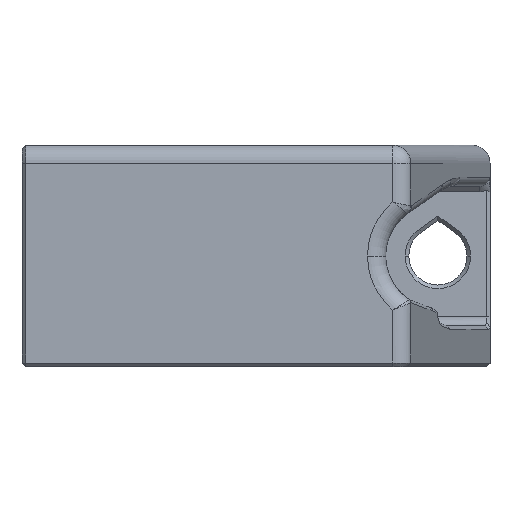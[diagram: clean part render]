
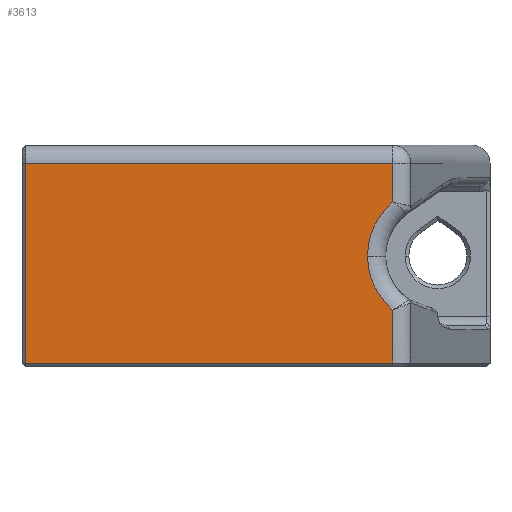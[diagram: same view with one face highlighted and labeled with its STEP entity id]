
A CAD part, left-side view. The second image highlights one B-rep face of the part: STEP entity #3613.
In plain terms, the highlighted planar face has unit normal (-1, 0, 0).
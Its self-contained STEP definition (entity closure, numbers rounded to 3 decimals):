
#16 = AXIS2_PLACEMENT_3D ( 'NONE', #759, #2157, #2138 ) ;
#49 = DIRECTION ( 'NONE',  ( 1., 0., 0. ) ) ;
#118 = DIRECTION ( 'NONE',  ( 0., 1., 0. ) ) ;
#179 = VERTEX_POINT ( 'NONE', #1931 ) ;
#289 = VERTEX_POINT ( 'NONE', #1747 ) ;
#303 = ORIENTED_EDGE ( 'NONE', *, *, #1728, .T. ) ;
#487 = CARTESIAN_POINT ( 'NONE',  ( -16.55, 8.825, 12.2 ) ) ;
#492 = LINE ( 'NONE', #3930, #3369 ) ;
#662 = VERTEX_POINT ( 'NONE', #1573 ) ;
#759 = CARTESIAN_POINT ( 'NONE',  ( -16.55, 0., 12.2 ) ) ;
#774 = CARTESIAN_POINT ( 'NONE',  ( -16.55, 8.825, 0.2 ) ) ;
#837 = CARTESIAN_POINT ( 'NONE',  ( -16.55, -13.9, 6.1 ) ) ;
#973 = EDGE_CURVE ( 'NONE', #662, #1656, #3927, .T. ) ;
#1006 = CARTESIAN_POINT ( 'NONE',  ( -16.55, 0., 0.2 ) ) ;
#1064 = VERTEX_POINT ( 'NONE', #1895 ) ;
#1065 = ORIENTED_EDGE ( 'NONE', *, *, #1144, .T. ) ;
#1071 = ORIENTED_EDGE ( 'NONE', *, *, #2140, .T. ) ;
#1103 = VECTOR ( 'NONE', #3261, 1000. ) ;
#1116 = CARTESIAN_POINT ( 'NONE',  ( -16.55, -11.423, 0.2 ) ) ;
#1133 = LINE ( 'NONE', #2560, #2858 ) ;
#1142 = PLANE ( 'NONE',  #16 ) ;
#1144 = EDGE_CURVE ( 'NONE', #289, #179, #1688, .T. ) ;
#1197 = DIRECTION ( 'NONE',  ( 1., 0., 0. ) ) ;
#1514 = DIRECTION ( 'NONE',  ( 0., 1., 0. ) ) ;
#1573 = CARTESIAN_POINT ( 'NONE',  ( -16.55, 8.825, 11.2 ) ) ;
#1651 = VERTEX_POINT ( 'NONE', #1116 ) ;
#1656 = VERTEX_POINT ( 'NONE', #774 ) ;
#1688 = CIRCLE ( 'NONE', #2261, 3.875 ) ;
#1728 = EDGE_CURVE ( 'NONE', #1651, #289, #492, .T. ) ;
#1747 = CARTESIAN_POINT ( 'NONE',  ( -16.55, -11.423, 3.12 ) ) ;
#1761 = DIRECTION ( 'NONE',  ( 0., 0., 1. ) ) ;
#1826 = DIRECTION ( 'NONE',  ( 0., 1., 0. ) ) ;
#1871 = VERTEX_POINT ( 'NONE', #2685 ) ;
#1895 = CARTESIAN_POINT ( 'NONE',  ( -16.55, -11.423, 9.08 ) ) ;
#1931 = CARTESIAN_POINT ( 'NONE',  ( -16.55, -10.025, 6.1 ) ) ;
#2138 = DIRECTION ( 'NONE',  ( 0., 1., 0. ) ) ;
#2140 = EDGE_CURVE ( 'NONE', #1871, #662, #1133, .T. ) ;
#2157 = DIRECTION ( 'NONE',  ( 1., 0., 0. ) ) ;
#2200 = DIRECTION ( 'NONE',  ( 0., 0., 1. ) ) ;
#2261 = AXIS2_PLACEMENT_3D ( 'NONE', #3901, #49, #118 ) ;
#2311 = EDGE_LOOP ( 'NONE', ( #1071, #4187, #4169, #303, #1065, #3092, #3604 ) ) ;
#2313 = EDGE_CURVE ( 'NONE', #1064, #1871, #4493, .T. ) ;
#2350 = AXIS2_PLACEMENT_3D ( 'NONE', #837, #1197, #1514 ) ;
#2560 = CARTESIAN_POINT ( 'NONE',  ( -16.55, 9.025, 11.2 ) ) ;
#2685 = CARTESIAN_POINT ( 'NONE',  ( -16.55, -11.423, 11.2 ) ) ;
#2858 = VECTOR ( 'NONE', #1826, 1000. ) ;
#3092 = ORIENTED_EDGE ( 'NONE', *, *, #4337, .T. ) ;
#3205 = FACE_OUTER_BOUND ( 'NONE', #2311, .T. ) ;
#3261 = DIRECTION ( 'NONE',  ( 0., 0., -1. ) ) ;
#3369 = VECTOR ( 'NONE', #2200, 1000. ) ;
#3458 = LINE ( 'NONE', #1006, #3507 ) ;
#3507 = VECTOR ( 'NONE', #4102, 1000. ) ;
#3604 = ORIENTED_EDGE ( 'NONE', *, *, #2313, .T. ) ;
#3613 = ADVANCED_FACE ( 'NONE', ( #3205 ), #1142, .F. ) ;
#3644 = VECTOR ( 'NONE', #1761, 1000. ) ;
#3830 = EDGE_CURVE ( 'NONE', #1656, #1651, #3458, .T. ) ;
#3877 = CARTESIAN_POINT ( 'NONE',  ( -16.55, -11.423, 12.2 ) ) ;
#3901 = CARTESIAN_POINT ( 'NONE',  ( -16.55, -13.9, 6.1 ) ) ;
#3927 = LINE ( 'NONE', #487, #1103 ) ;
#3930 = CARTESIAN_POINT ( 'NONE',  ( -16.55, -11.423, 12.2 ) ) ;
#3949 = CIRCLE ( 'NONE', #2350, 3.875 ) ;
#4102 = DIRECTION ( 'NONE',  ( 0., -1., 0. ) ) ;
#4169 = ORIENTED_EDGE ( 'NONE', *, *, #3830, .T. ) ;
#4187 = ORIENTED_EDGE ( 'NONE', *, *, #973, .T. ) ;
#4337 = EDGE_CURVE ( 'NONE', #179, #1064, #3949, .T. ) ;
#4493 = LINE ( 'NONE', #3877, #3644 ) ;
